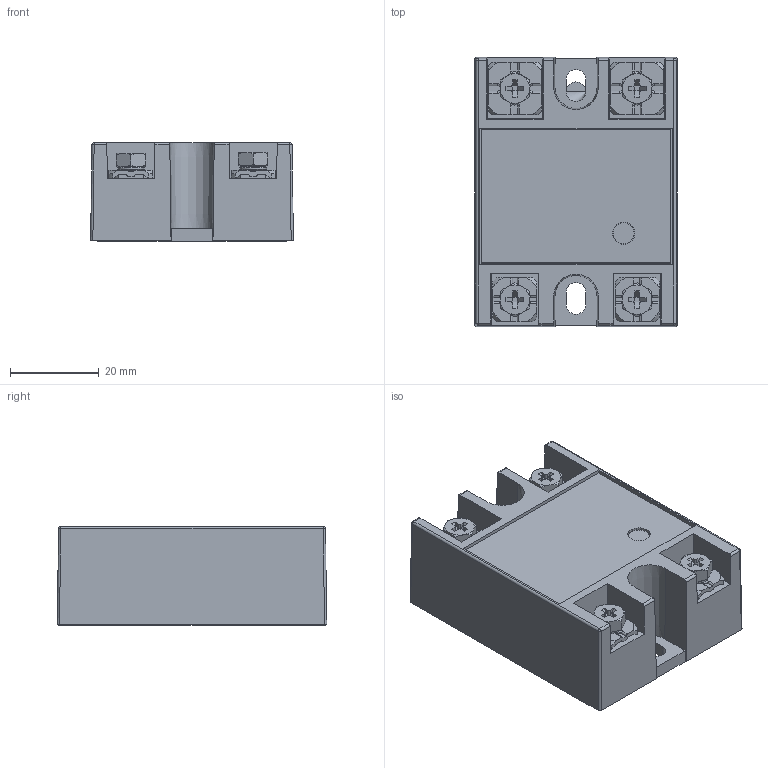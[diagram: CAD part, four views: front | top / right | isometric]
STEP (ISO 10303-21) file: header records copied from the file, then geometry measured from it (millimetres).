
FILE_DESCRIPTION(('FreeCAD Model'),'2;1');
FILE_NAME('Open CASCADE Shape Model','2022-02-17T13:30:34',('Author'),( ''),'Open CASCADE STEP processor 7.5','FreeCAD','Unknown');
FILE_SCHEMA(('AUTOMOTIVE_DESIGN { 1 0 10303 214 1 1 1 1 }'));
Length unit declared in the file: millimetre
Products named in the file (20): Unnamed; Group; Body; Body001; Body002; Body003; Group001; Body004; Body005; Body006; Body007; Body008; Body009; Group002; Body010; Body011; Body012; Body013; Body014; Body015
Assembly tree (35 placements, depth 3):
  Unnamed
    Group
      Body
      Body001
      Body002
      Body003
    Group001
      Body004
      Body005
      Body006
      Body007
      Body008
      Body009
    Group002
      Body010
      Body011
      Body012
      Body013
      Body014
      Body015
    Body
    Body001
    Body002
    Body003
    Body004
    Body005
    Body006
    Body007
    Body008
    Body009
    Body010
    Body011
    Body012
    Body013
    Body014
    Body015
Bounding box: 45.58 x 60.58 x 22.2 mm (x, y, z)
Surface area: 49956.1 mm2
Topology: 32 solids, 32 shells, 1390 faces, 3542 edges, 2236 vertices
Faces by surface type: plane 656, cylinder 418, cone 244, torus 64, sphere 8
Full cylindrical faces by diameter (mm): 1.9 x4, 3.3 x8, 4 x8, 4.4 x10, 4.7 x4, 5 x2
Entity records: 45182 total; most frequent: CARTESIAN_POINT 10256, DIRECTION 6342, ORIENTED_EDGE 3526, PCURVE 3526, DEFINITIONAL_REPRESENTATION 3526, LINE 2757, VECTOR 2757, EDGE_CURVE 1763
